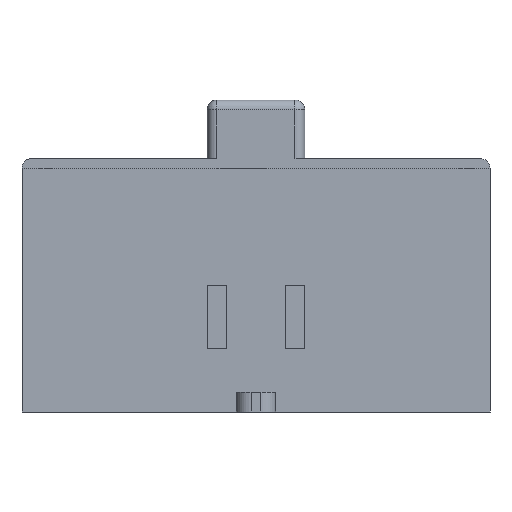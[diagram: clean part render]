
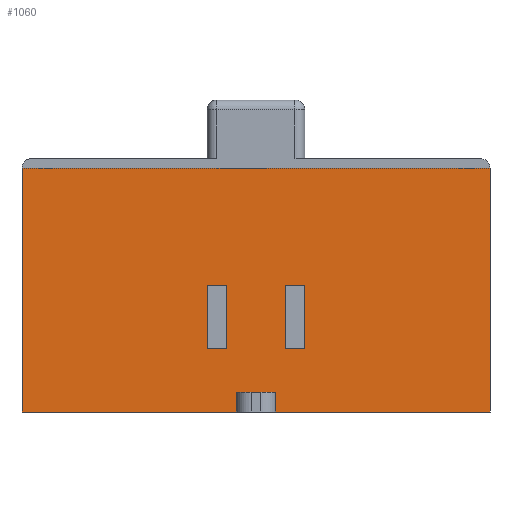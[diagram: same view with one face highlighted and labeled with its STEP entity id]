
A CAD part, front view. The second image highlights one B-rep face of the part: STEP entity #1060.
In plain terms, the highlighted planar face has unit normal (0, -1, 0).
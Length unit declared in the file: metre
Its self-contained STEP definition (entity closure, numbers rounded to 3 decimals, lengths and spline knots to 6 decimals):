
#101=ORIENTED_EDGE('',*,*,#407,.F.);
#102=ORIENTED_EDGE('',*,*,#408,.T.);
#103=ORIENTED_EDGE('',*,*,#409,.T.);
#104=ORIENTED_EDGE('',*,*,#410,.F.);
#105=ORIENTED_EDGE('',*,*,#411,.F.);
#106=ORIENTED_EDGE('',*,*,#412,.T.);
#107=ORIENTED_EDGE('',*,*,#413,.T.);
#108=ORIENTED_EDGE('',*,*,#414,.F.);
#109=ORIENTED_EDGE('',*,*,#415,.F.);
#110=ORIENTED_EDGE('',*,*,#416,.T.);
#111=ORIENTED_EDGE('',*,*,#417,.F.);
#112=ORIENTED_EDGE('',*,*,#418,.F.);
#113=ORIENTED_EDGE('',*,*,#419,.F.);
#114=ORIENTED_EDGE('',*,*,#420,.T.);
#115=ORIENTED_EDGE('',*,*,#421,.T.);
#116=ORIENTED_EDGE('',*,*,#422,.F.);
#407=EDGE_CURVE('',#560,#561,#651,.T.);
#408=EDGE_CURVE('',#560,#562,#652,.T.);
#409=EDGE_CURVE('',#562,#563,#653,.T.);
#410=EDGE_CURVE('',#561,#563,#654,.T.);
#411=EDGE_CURVE('',#564,#565,#655,.T.);
#412=EDGE_CURVE('',#564,#566,#656,.T.);
#413=EDGE_CURVE('',#566,#567,#657,.T.);
#414=EDGE_CURVE('',#565,#567,#658,.T.);
#415=EDGE_CURVE('',#568,#569,#659,.T.);
#416=EDGE_CURVE('',#568,#570,#660,.T.);
#417=EDGE_CURVE('',#571,#570,#661,.T.);
#418=EDGE_CURVE('',#572,#571,#662,.T.);
#419=EDGE_CURVE('',#573,#572,#663,.T.);
#420=EDGE_CURVE('',#573,#574,#664,.T.);
#421=EDGE_CURVE('',#574,#575,#665,.T.);
#422=EDGE_CURVE('',#569,#575,#666,.T.);
#560=VERTEX_POINT('',#1609);
#561=VERTEX_POINT('',#1610);
#562=VERTEX_POINT('',#1612);
#563=VERTEX_POINT('',#1614);
#564=VERTEX_POINT('',#1617);
#565=VERTEX_POINT('',#1618);
#566=VERTEX_POINT('',#1620);
#567=VERTEX_POINT('',#1622);
#568=VERTEX_POINT('',#1625);
#569=VERTEX_POINT('',#1626);
#570=VERTEX_POINT('',#1628);
#571=VERTEX_POINT('',#1630);
#572=VERTEX_POINT('',#1632);
#573=VERTEX_POINT('',#1634);
#574=VERTEX_POINT('',#1636);
#575=VERTEX_POINT('',#1638);
#651=LINE('',#1608,#766);
#652=LINE('',#1611,#767);
#653=LINE('',#1613,#768);
#654=LINE('',#1615,#769);
#655=LINE('',#1616,#770);
#656=LINE('',#1619,#771);
#657=LINE('',#1621,#772);
#658=LINE('',#1623,#773);
#659=LINE('',#1624,#774);
#660=LINE('',#1627,#775);
#661=LINE('',#1629,#776);
#662=LINE('',#1631,#777);
#663=LINE('',#1633,#778);
#664=LINE('',#1635,#779);
#665=LINE('',#1637,#780);
#666=LINE('',#1639,#781);
#766=VECTOR('',#1277,1.);
#767=VECTOR('',#1278,1.);
#768=VECTOR('',#1279,1.);
#769=VECTOR('',#1280,1.);
#770=VECTOR('',#1281,1.);
#771=VECTOR('',#1282,1.);
#772=VECTOR('',#1283,1.);
#773=VECTOR('',#1284,1.);
#774=VECTOR('',#1285,1.);
#775=VECTOR('',#1286,1.);
#776=VECTOR('',#1287,1.);
#777=VECTOR('',#1288,1.);
#778=VECTOR('',#1289,1.);
#779=VECTOR('',#1290,1.);
#780=VECTOR('',#1291,1.);
#781=VECTOR('',#1292,1.);
#868=EDGE_LOOP('',(#101,#102,#103,#104));
#869=EDGE_LOOP('',(#105,#106,#107,#108));
#870=EDGE_LOOP('',(#109,#110,#111,#112,#113,#114,#115,#116));
#946=FACE_BOUND('',#868,.T.);
#947=FACE_BOUND('',#869,.T.);
#948=FACE_BOUND('',#870,.T.);
#1020=PLANE('',#1143);
#1060=ADVANCED_FACE('',(#946,#947,#948),#1020,.T.);
#1143=AXIS2_PLACEMENT_3D('',#1607,#1275,#1276);
#1275=DIRECTION('',(0.,-1.,0.));
#1276=DIRECTION('',(1.,0.,0.));
#1277=DIRECTION('',(1.,0.,0.));
#1278=DIRECTION('',(0.,0.,1.));
#1279=DIRECTION('',(1.,0.,0.));
#1280=DIRECTION('',(0.,0.,1.));
#1281=DIRECTION('',(0.,0.,1.));
#1282=DIRECTION('',(-1.,0.,0.));
#1283=DIRECTION('',(0.,0.,1.));
#1284=DIRECTION('',(-1.,0.,0.));
#1285=DIRECTION('',(-1.,0.,0.));
#1286=DIRECTION('',(0.,0.,1.));
#1287=DIRECTION('',(-1.,0.,0.));
#1288=DIRECTION('',(0.,0.,1.));
#1289=DIRECTION('',(-1.,0.,0.));
#1290=DIRECTION('',(0.,0.,1.));
#1291=DIRECTION('',(-1.,0.,0.));
#1292=DIRECTION('',(0.,0.,1.));
#1607=CARTESIAN_POINT('',(0.,-0.002,0.));
#1608=CARTESIAN_POINT('',(-0.008,-0.002,-0.012));
#1609=CARTESIAN_POINT('',(-0.01,-0.002,-0.012));
#1610=CARTESIAN_POINT('',(-0.006,-0.002,-0.012));
#1611=CARTESIAN_POINT('',(-0.01,-0.002,-0.0055));
#1612=CARTESIAN_POINT('',(-0.01,-0.002,0.001));
#1613=CARTESIAN_POINT('',(-0.008,-0.002,0.001));
#1614=CARTESIAN_POINT('',(-0.006,-0.002,0.001));
#1615=CARTESIAN_POINT('',(-0.006,-0.002,-0.0055));
#1616=CARTESIAN_POINT('',(0.01,-0.002,-0.0055));
#1617=CARTESIAN_POINT('',(0.01,-0.002,-0.012));
#1618=CARTESIAN_POINT('',(0.01,-0.002,0.001));
#1619=CARTESIAN_POINT('',(0.008,-0.002,-0.012));
#1620=CARTESIAN_POINT('',(0.006,-0.002,-0.012));
#1621=CARTESIAN_POINT('',(0.006,-0.002,-0.0055));
#1622=CARTESIAN_POINT('',(0.006,-0.002,0.001));
#1623=CARTESIAN_POINT('',(0.008,-0.002,0.001));
#1624=CARTESIAN_POINT('',(0.,-0.002,-0.025));
#1625=CARTESIAN_POINT('',(-0.004,-0.002,-0.025));
#1626=CARTESIAN_POINT('',(-0.048,-0.002,-0.025));
#1627=CARTESIAN_POINT('',(-0.004,-0.002,-0.023));
#1628=CARTESIAN_POINT('',(-0.004,-0.002,-0.021));
#1629=CARTESIAN_POINT('',(0.,-0.002,-0.021));
#1630=CARTESIAN_POINT('',(0.004,-0.002,-0.021));
#1631=CARTESIAN_POINT('',(0.004,-0.002,-0.023));
#1632=CARTESIAN_POINT('',(0.004,-0.002,-0.025));
#1633=CARTESIAN_POINT('',(0.,-0.002,-0.025));
#1634=CARTESIAN_POINT('',(0.048,-0.002,-0.025));
#1635=CARTESIAN_POINT('',(0.048,-0.002,0.));
#1636=CARTESIAN_POINT('',(0.048,-0.002,0.025));
#1637=CARTESIAN_POINT('',(0.,-0.002,0.025));
#1638=CARTESIAN_POINT('',(-0.048,-0.002,0.025));
#1639=CARTESIAN_POINT('',(-0.048,-0.002,0.));
